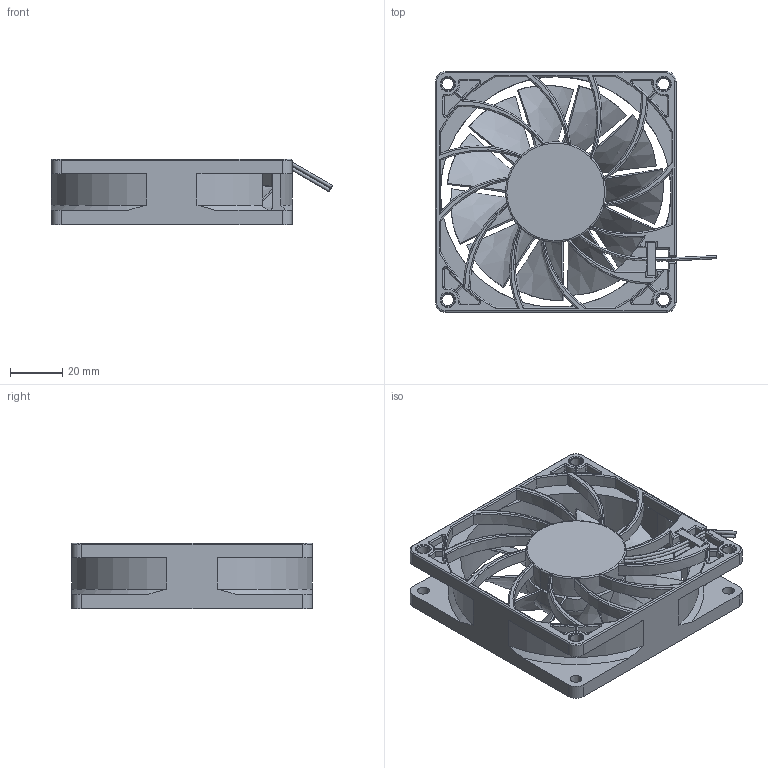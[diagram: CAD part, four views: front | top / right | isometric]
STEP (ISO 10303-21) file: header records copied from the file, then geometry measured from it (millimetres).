
FILE_DESCRIPTION (( 'STEP AP203' ), '1' );
FILE_NAME ('3988N15_High-Output Equipment-Cooling Fan.STEP', '2021-07-07T02:57:44', ( 'Administrator' ), ( 'Managed by Terraform' ), 'SwSTEP 2.0', 'SolidWorks 2017', '' );
FILE_SCHEMA (( 'CONFIG_CONTROL_DESIGN' ));
Length unit declared in the file: millimetre
Products named in the file (1): 3988N15_High-Output Equipment-Cooling Fan
Bounding box: 107.47 x 92 x 25 mm (x, y, z)
Volume: 62961 mm3; surface area: 45811.2 mm2
Topology: 1 solids, 1 shells, 510 faces, 1351 edges, 840 vertices
Faces by surface type: cylinder 173, plane 116, bspline 107, torus 100, cone 14
Entity records: 23755 total; most frequent: CARTESIAN_POINT 11817, ORIENTED_EDGE 2702, DIRECTION 2221, EDGE_CURVE 1351, AXIS2_PLACEMENT_3D 910, VERTEX_POINT 840, EDGE_LOOP 549, ADVANCED_FACE 510
